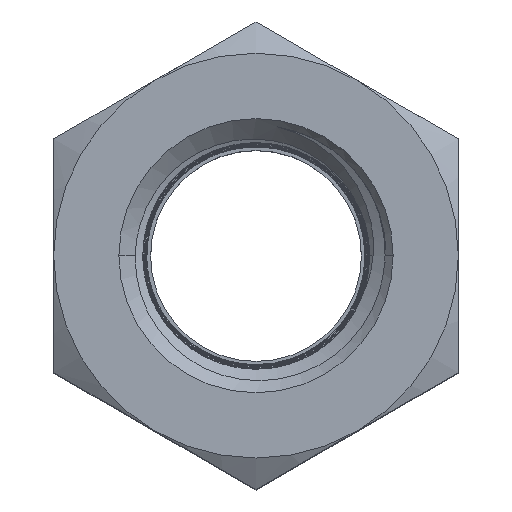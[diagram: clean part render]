
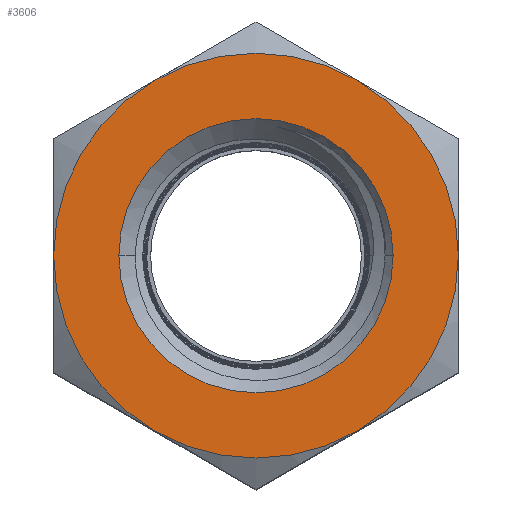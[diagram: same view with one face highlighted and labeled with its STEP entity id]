
A CAD part, top view. The second image highlights one B-rep face of the part: STEP entity #3606.
In plain terms, the highlighted planar face has unit normal (0, 0, 1).
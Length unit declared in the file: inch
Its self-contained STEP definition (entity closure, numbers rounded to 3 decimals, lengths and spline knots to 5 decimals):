
#7=VERTEX_POINT ( 'NONE', #1215 ) ;
#11=DIRECTION ( 'NONE',  ( -1., 0., 0. ) ) ;
#18=ORIENTED_EDGE ( 'NONE', *, *, #9228, .T. ) ;
#54=DIRECTION ( 'NONE',  ( 1., 0., 0. ) ) ;
#73=CARTESIAN_POINT ( 'NONE',  ( 0., 0., 0.5 ) ) ;
#101=DIRECTION ( 'NONE',  ( 0., 0., -1. ) ) ;
#103=ORIENTED_EDGE ( 'NONE', *, *, #8966, .F. ) ;
#107=CARTESIAN_POINT ( 'NONE',  ( 0.21875, 0.37889, 0.5 ) ) ;
#125=DIRECTION ( 'NONE',  ( -1., 0., 0. ) ) ;
#226=AXIS2_PLACEMENT_3D ( 'NONE', #73, #101, #11 ) ;
#234=CARTESIAN_POINT ( 'NONE',  ( -0.4375, 0., 0.5 ) ) ;
#466=CARTESIAN_POINT ( 'NONE',  ( 0.2964, 0., 0.5 ) ) ;
#1197=CARTESIAN_POINT ( 'NONE',  ( -0.21875, 0.37889, 0.5 ) ) ;
#1215=CARTESIAN_POINT ( 'NONE',  ( -0.21875, -0.37889, 0.5 ) ) ;
#1472=ORIENTED_EDGE ( 'NONE', *, *, #5979, .F. ) ;
#1731=DIRECTION ( 'NONE',  ( 0., 0., 1. ) ) ;
#1900=ORIENTED_EDGE ( 'NONE', *, *, #2316, .F. ) ;
#1967=FACE_BOUND ( 'NONE', #10222, .T. ) ;
#2030=VERTEX_POINT ( 'NONE', #3259 ) ;
#2316=EDGE_CURVE ( 'NONE', #5586, #5491, #3060, .T. ) ;
#3060=CIRCLE ( 'NONE', #226, 0.4375 ) ;
#3259=CARTESIAN_POINT ( 'NONE',  ( 0.21875, -0.37889, 0.5 ) ) ;
#3381=EDGE_CURVE ( 'NONE', #8253, #10726, #6678, .T. ) ;
#3448=ORIENTED_EDGE ( 'NONE', *, *, #4062, .F. ) ;
#3465=VERTEX_POINT ( 'NONE', #4495 ) ;
#3606=ADVANCED_FACE ( 'NONE', ( #1967, #10878 ), #9853, .F. ) ;
#3762=EDGE_LOOP ( 'NONE', ( #1900, #3448, #103, #9250, #9246, #1472 ) ) ;
#4062=EDGE_CURVE ( 'NONE', #7, #5586, #3060, .T. ) ;
#4495=CARTESIAN_POINT ( 'NONE',  ( -0.2964, 0., 0.5 ) ) ;
#5491=VERTEX_POINT ( 'NONE', #1197 ) ;
#5586=VERTEX_POINT ( 'NONE', #234 ) ;
#5979=EDGE_CURVE ( 'NONE', #5491, #10726, #3060, .T. ) ;
#6678=CIRCLE ( 'NONE', #8167, 0.4375 ) ;
#7257=CARTESIAN_POINT ( 'NONE',  ( 0.4375, 0., 0.5 ) ) ;
#8096=CIRCLE ( 'NONE', #226, 0.2964 ) ;
#8167=AXIS2_PLACEMENT_3D ( 'NONE', #73, #1731, #54 ) ;
#8253=VERTEX_POINT ( 'NONE', #7257 ) ;
#8271=VERTEX_POINT ( 'NONE', #466 ) ;
#8853=EDGE_CURVE ( 'NONE', #3465, #8271, #8096, .T. ) ;
#8931=ORIENTED_EDGE ( 'NONE', *, *, #8853, .T. ) ;
#8966=EDGE_CURVE ( 'NONE', #2030, #7, #3060, .T. ) ;
#9228=EDGE_CURVE ( 'NONE', #8271, #3465, #8096, .T. ) ;
#9246=ORIENTED_EDGE ( 'NONE', *, *, #3381, .T. ) ;
#9250=ORIENTED_EDGE ( 'NONE', *, *, #10992, .F. ) ;
#9853=PLANE ( 'NONE',  #11144 ) ;
#10222=EDGE_LOOP ( 'NONE', ( #18, #8931 ) ) ;
#10726=VERTEX_POINT ( 'NONE', #107 ) ;
#10878=FACE_OUTER_BOUND ( 'NONE', #3762, .T. ) ;
#10992=EDGE_CURVE ( 'NONE', #8253, #2030, #3060, .T. ) ;
#11144=AXIS2_PLACEMENT_3D ( 'NONE', #73, #101, #125 ) ;
